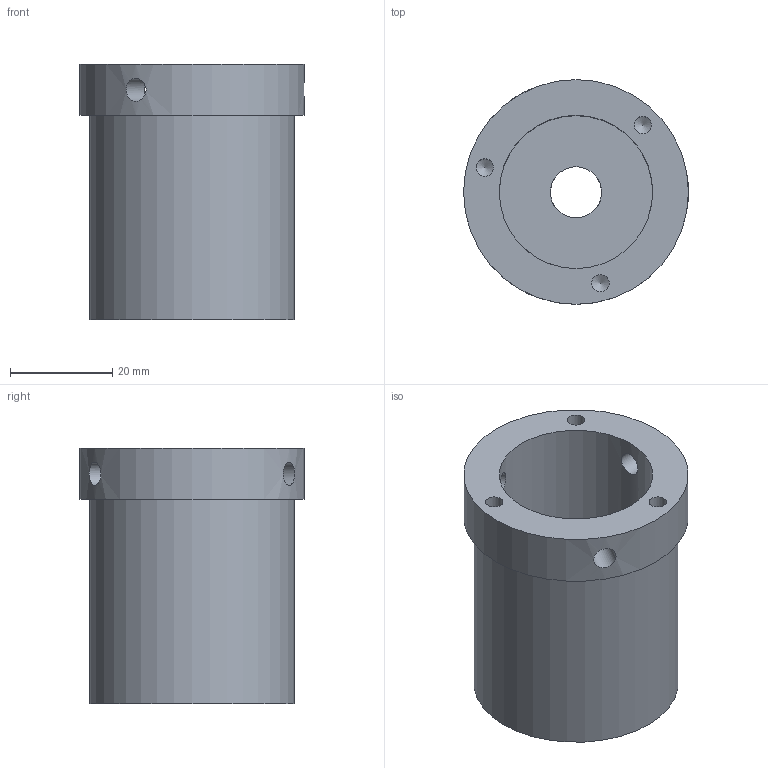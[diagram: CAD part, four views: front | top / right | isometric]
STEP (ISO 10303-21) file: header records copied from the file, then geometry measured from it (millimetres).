
FILE_DESCRIPTION(('FreeCAD Model'),'2;1');
FILE_NAME('Open CASCADE Shape Model','2023-11-12T18:09:42',(''),(''), 'Open CASCADE STEP processor 7.6','FreeCAD','Unknown');
FILE_SCHEMA(('AUTOMOTIVE_DESIGN { 1 0 10303 214 1 1 1 1 }'));
Length unit declared in the file: millimetre
Products named in the file (1): Body
Bounding box: 44 x 44 x 50 mm (x, y, z)
Volume: 32087.2 mm3; surface area: 14041.1 mm2
Topology: 1 solids, 1 shells, 17 faces, 43 edges, 27 vertices
Faces by surface type: cylinder 10, plane 3, cone 3, sphere 1
Full cylindrical faces by diameter (mm): 3.4 x3, 4.5 x3, 10 x1, 30 x1, 40 x1, 44 x1
Entity records: 3454 total; most frequent: CARTESIAN_POINT 2634, DIRECTION 136, ORIENTED_EDGE 80, PCURVE 80, DEFINITIONAL_REPRESENTATION 80, LINE 64, VECTOR 64, EDGE_CURVE 40
